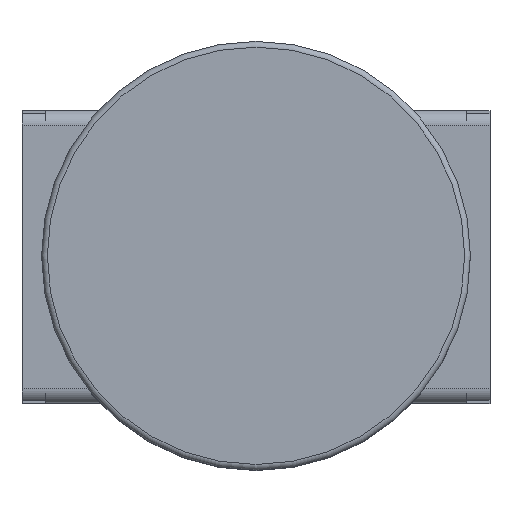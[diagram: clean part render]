
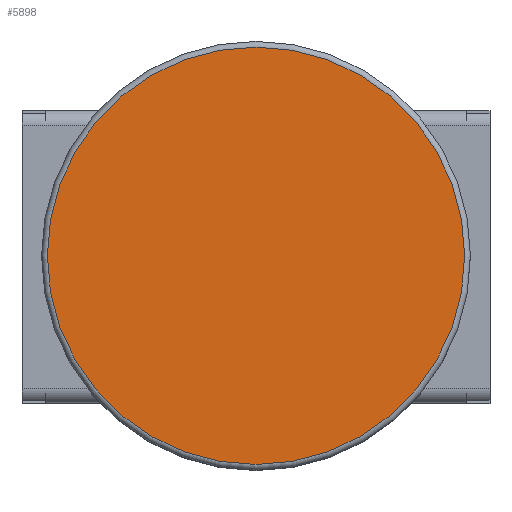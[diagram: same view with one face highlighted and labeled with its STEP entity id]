
A CAD part, top view. The second image highlights one B-rep face of the part: STEP entity #5898.
In plain terms, the highlighted planar face has unit normal (0, 0, 1).
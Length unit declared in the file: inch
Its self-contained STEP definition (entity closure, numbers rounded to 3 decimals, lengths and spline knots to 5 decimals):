
#5866=CARTESIAN_POINT('',(0.14272,0.,0.7311));
#5867=VERTEX_POINT('',#5866);
#5868=CARTESIAN_POINT('',(0.,0.,0.7311));
#5869=DIRECTION('',(0.0,0.0,-1.0));
#5870=DIRECTION('',(-1.0,0.0,0.0));
#5871=AXIS2_PLACEMENT_3D('',#5868,#5869,#5870);
#5872=CIRCLE('',#5871,0.14272);
#5873=EDGE_CURVE('',#5867,#5867,#5872,.T.);
#5890=CARTESIAN_POINT('',(0.15699,-0.15699,0.7311));
#5891=DIRECTION('',(0.0,0.0,-1.0));
#5892=DIRECTION('',(-1.0,0.0,0.0));
#5893=AXIS2_PLACEMENT_3D('',#5890,#5891,#5892);
#5894=PLANE('',#5893);
#5895=ORIENTED_EDGE('',*,*,#5873,.F.);
#5896=EDGE_LOOP('',(#5895));
#5897=FACE_OUTER_BOUND('',#5896,.T.);
#5898=ADVANCED_FACE('',(#5897),#5894,.F.);
